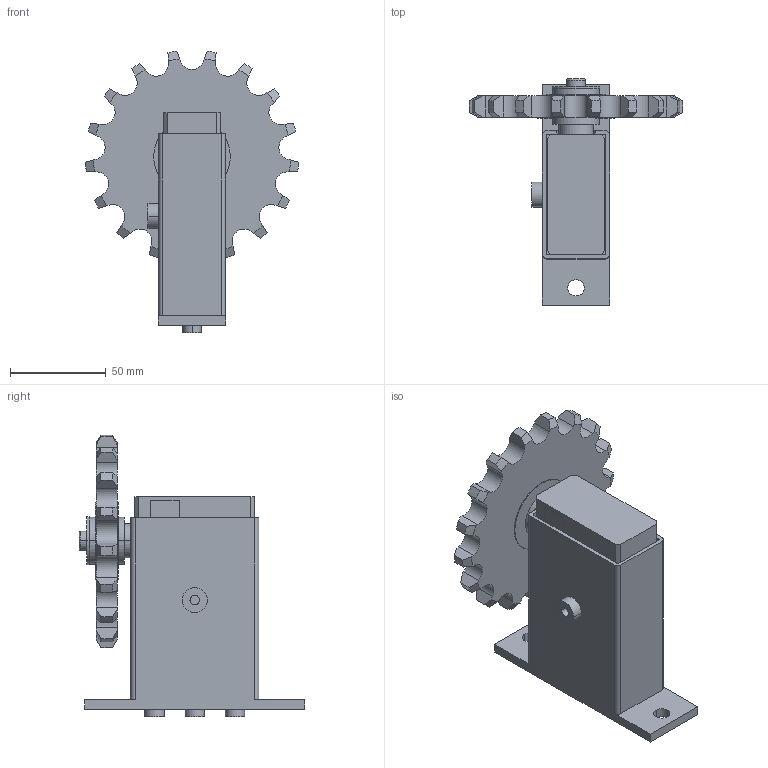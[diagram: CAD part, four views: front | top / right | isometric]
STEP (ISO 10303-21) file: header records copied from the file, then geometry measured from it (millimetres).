
FILE_DESCRIPTION(('STEP AP214'),'1');
FILE_NAME('cctmp_45674646-1216-450D-85AA-30BB58D6E9C0_2023_6_23_12_28_39_443..stp','2023-06-23T10:28:39',('Murtfeldt Kunststoffe GmbH & Co.KG'),('CADClick - www.CADClick.com'),'Spatial InterOp 3D',' ','unknown authorization');
FILE_SCHEMA(('AUTOMOTIVE_DESIGN'));
Length unit declared in the file: millimetre
Products named in the file (1): 1
Bounding box: 111.36 x 117.9 x 147.18 mm (x, y, z)
Volume: 323831.5 mm3; surface area: 93229.7 mm2
Topology: 5 solids, 7 shells, 238 faces, 613 edges, 404 vertices
Faces by surface type: plane 111, cylinder 83, cone 40, torus 4
Entity records: 9182 total; most frequent: CARTESIAN_POINT 1394, DIRECTION 1240, ORIENTED_EDGE 1222, EDGE_CURVE 611, AXIS2_PLACEMENT_3D 454, VERTEX_POINT 404, LINE 332, VECTOR 332
